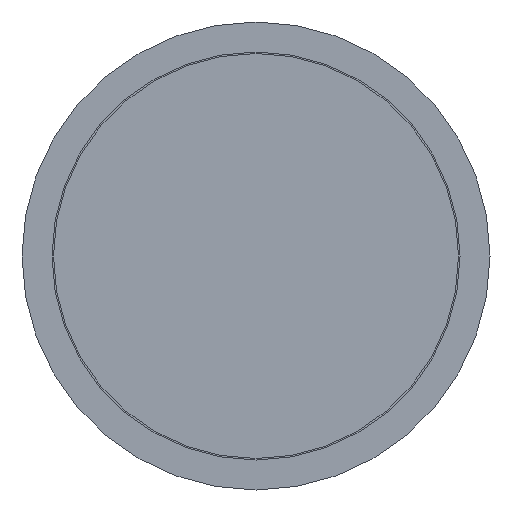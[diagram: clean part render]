
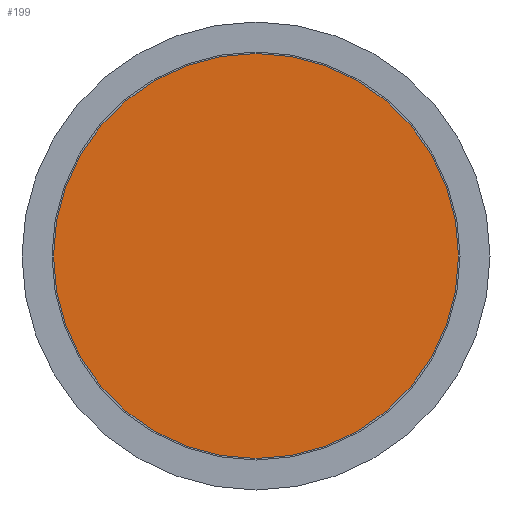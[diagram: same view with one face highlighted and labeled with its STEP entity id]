
A CAD part, front view. The second image highlights one B-rep face of the part: STEP entity #199.
In plain terms, the highlighted planar face has unit normal (0, -1, 0).
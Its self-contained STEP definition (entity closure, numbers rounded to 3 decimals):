
#2 = VERTEX_POINT ( 'NONE', #767 ) ;
#4 = DIRECTION ( 'NONE',  ( 0., 0., 1. ) ) ;
#26 = AXIS2_PLACEMENT_3D ( 'NONE', #731, #157, #4 ) ;
#47 = EDGE_LOOP ( 'NONE', ( #90 ) ) ;
#60 = AXIS2_PLACEMENT_3D ( 'NONE', #647, #652, #730 ) ;
#90 = ORIENTED_EDGE ( 'NONE', *, *, #422, .T. ) ;
#157 = DIRECTION ( 'NONE',  ( 0., 1., 0. ) ) ;
#199 = ADVANCED_FACE ( 'NONE', ( #387 ), #304, .F. ) ;
#236 = CIRCLE ( 'NONE', #60, 33.75 ) ;
#304 = PLANE ( 'NONE',  #26 ) ;
#387 = FACE_OUTER_BOUND ( 'NONE', #47, .T. ) ;
#422 = EDGE_CURVE ( 'NONE', #2, #2, #236, .T. ) ;
#647 = CARTESIAN_POINT ( 'NONE',  ( 0., 0., 0. ) ) ;
#652 = DIRECTION ( 'NONE',  ( 0., -1., 0. ) ) ;
#730 = DIRECTION ( 'NONE',  ( 0., 0., -1. ) ) ;
#731 = CARTESIAN_POINT ( 'NONE',  ( -33.75, 0., 0. ) ) ;
#767 = CARTESIAN_POINT ( 'NONE',  ( 0., 0., -33.75 ) ) ;
